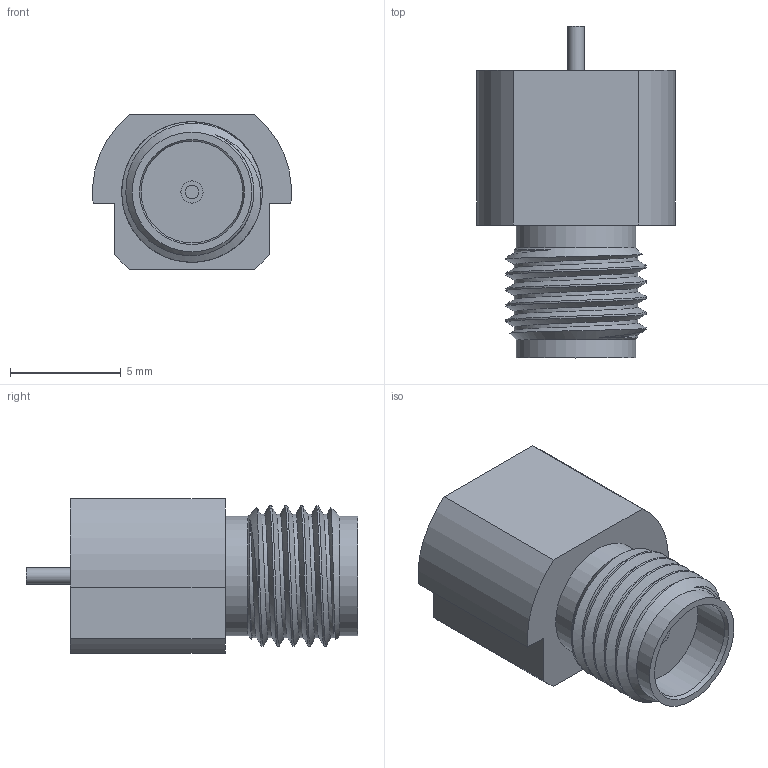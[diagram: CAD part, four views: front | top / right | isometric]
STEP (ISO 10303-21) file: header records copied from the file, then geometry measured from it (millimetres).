
FILE_DESCRIPTION(/* description */ (''),/* implementation_level */ '2;1');
FILE_NAME(/* name */ 'TE CONSMA024-G.step',/* time_stamp */ '2025-08-07T00:06:31+01:00',/* author */ (''),/* organization */ (''),/* preprocessor_version */ 'ST-DEVELOPER v20.1',/* originating_system */ 'Autodesk Translation Framework v14.10.0.0',/* authorisation */ '');
FILE_SCHEMA (('AUTOMOTIVE_DESIGN { 1 0 10303 214 3 1 1 }'));
Length unit declared in the file: millimetre
Products named in the file (1): C-CONSMA024-G
Bounding box: 8.99 x 15 x 7 mm (x, y, z)
Volume: 495.1 mm3; surface area: 495.2 mm2
Topology: 1 solids, 1 shells, 39 faces, 94 edges, 63 vertices
Faces by surface type: cylinder 17, plane 14, cone 5, bspline 3
Full cylindrical faces by diameter (mm): 0.6 x1, 0.76 x1, 1 x1, 4.6 x2, 5.4 x2, 6.35 x4
Entity records: 5075 total; most frequent: CARTESIAN_POINT 4139, ORIENTED_EDGE 188, DIRECTION 171, EDGE_CURVE 94, AXIS2_PLACEMENT_3D 66, VERTEX_POINT 63, EDGE_LOOP 45, FACE_OUTER_BOUND 39
